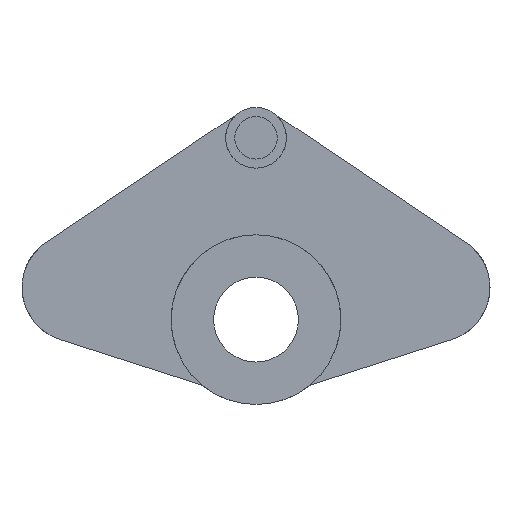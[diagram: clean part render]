
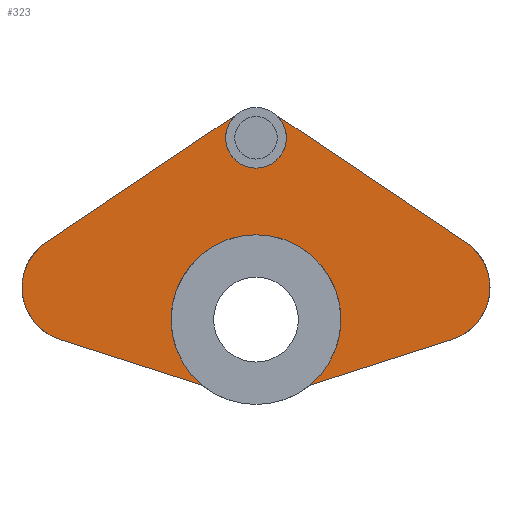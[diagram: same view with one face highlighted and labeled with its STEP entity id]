
A CAD part, front view. The second image highlights one B-rep face of the part: STEP entity #323.
In plain terms, the highlighted planar face has unit normal (0, -1, 0).
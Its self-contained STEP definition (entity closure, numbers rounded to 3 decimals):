
#63 = ORIENTED_EDGE ( 'NONE', *, *, #210, .T. ) ;
#73 = VERTEX_POINT ( 'NONE', #1365 ) ;
#84 = CARTESIAN_POINT ( 'NONE',  ( -4.462, -2.5, -5.393 ) ) ;
#94 = CIRCLE ( 'NONE', #928, 7. ) ;
#100 = DIRECTION ( 'NONE',  ( -0.952, 0., -0.306 ) ) ;
#120 = DIRECTION ( 'NONE',  ( 0., 0., 1. ) ) ;
#130 = DIRECTION ( 'NONE',  ( 0., -1., 0. ) ) ;
#172 = AXIS2_PLACEMENT_3D ( 'NONE', #904, #1253, #511 ) ;
#174 = CARTESIAN_POINT ( 'NONE',  ( 17.31, -2.5, 6.393 ) ) ;
#192 = VERTEX_POINT ( 'NONE', #432 ) ;
#206 = VERTEX_POINT ( 'NONE', #355 ) ;
#208 = ORIENTED_EDGE ( 'NONE', *, *, #1651, .F. ) ;
#210 = EDGE_CURVE ( 'NONE', #371, #1436, #681, .T. ) ;
#252 = CARTESIAN_POINT ( 'NONE',  ( 16.179, -2.5, -1.627 ) ) ;
#260 = AXIS2_PLACEMENT_3D ( 'NONE', #930, #130, #1180 ) ;
#305 = EDGE_CURVE ( 'NONE', #686, #1304, #389, .T. ) ;
#318 = ORIENTED_EDGE ( 'NONE', *, *, #1334, .F. ) ;
#323 = ADVANCED_FACE ( 'NONE', ( #1015 ), #1142, .F. ) ;
#355 = CARTESIAN_POINT ( 'NONE',  ( -1.393, -2.5, 17.076 ) ) ;
#371 = VERTEX_POINT ( 'NONE', #413 ) ;
#378 = DIRECTION ( 'NONE',  ( 0., 1., 0. ) ) ;
#389 = LINE ( 'NONE', #1245, #1186 ) ;
#413 = CARTESIAN_POINT ( 'NONE',  ( 1.393, -2.5, 17.076 ) ) ;
#432 = CARTESIAN_POINT ( 'NONE',  ( -17.31, -2.5, 6.393 ) ) ;
#456 = DIRECTION ( 'NONE',  ( 0., 1., 0. ) ) ;
#496 = DIRECTION ( 'NONE',  ( 0.83, 0., 0.557 ) ) ;
#503 = CARTESIAN_POINT ( 'NONE',  ( 0., -2.5, 15. ) ) ;
#511 = DIRECTION ( 'NONE',  ( 0., 0., 1. ) ) ;
#526 = VERTEX_POINT ( 'NONE', #84 ) ;
#541 = VERTEX_POINT ( 'NONE', #567 ) ;
#543 = AXIS2_PLACEMENT_3D ( 'NONE', #643, #1525, #1518 ) ;
#556 = DIRECTION ( 'NONE',  ( 0.83, 0., -0.557 ) ) ;
#567 = CARTESIAN_POINT ( 'NONE',  ( -16.179, -2.5, -1.627 ) ) ;
#589 = ORIENTED_EDGE ( 'NONE', *, *, #305, .F. ) ;
#596 = CARTESIAN_POINT ( 'NONE',  ( 14.802, -2.5, 2.657 ) ) ;
#612 = ORIENTED_EDGE ( 'NONE', *, *, #1155, .T. ) ;
#619 = AXIS2_PLACEMENT_3D ( 'NONE', #596, #1258, #1128 ) ;
#626 = CIRCLE ( 'NONE', #260, 7. ) ;
#643 = CARTESIAN_POINT ( 'NONE',  ( 0., -2.5, 0. ) ) ;
#681 = CIRCLE ( 'NONE', #172, 2.5 ) ;
#686 = VERTEX_POINT ( 'NONE', #252 ) ;
#742 = EDGE_CURVE ( 'NONE', #192, #206, #1244, .T. ) ;
#747 = AXIS2_PLACEMENT_3D ( 'NONE', #956, #456, #1339 ) ;
#754 = ORIENTED_EDGE ( 'NONE', *, *, #1230, .F. ) ;
#769 = DIRECTION ( 'NONE',  ( 0., -1., 0. ) ) ;
#845 = CARTESIAN_POINT ( 'NONE',  ( 0., -2.5, 12.5 ) ) ;
#857 = LINE ( 'NONE', #174, #945 ) ;
#882 = ORIENTED_EDGE ( 'NONE', *, *, #1090, .F. ) ;
#887 = AXIS2_PLACEMENT_3D ( 'NONE', #503, #378, #120 ) ;
#899 = CARTESIAN_POINT ( 'NONE',  ( 0., -2.5, 0. ) ) ;
#904 = CARTESIAN_POINT ( 'NONE',  ( 0., -2.5, 15. ) ) ;
#914 = CARTESIAN_POINT ( 'NONE',  ( 4.462, -2.5, -5.393 ) ) ;
#928 = AXIS2_PLACEMENT_3D ( 'NONE', #899, #769, #1154 ) ;
#930 = CARTESIAN_POINT ( 'NONE',  ( 0., -2.5, 0. ) ) ;
#945 = VECTOR ( 'NONE', #556, 1000. ) ;
#956 = CARTESIAN_POINT ( 'NONE',  ( -14.802, -2.5, 2.657 ) ) ;
#1002 = VECTOR ( 'NONE', #496, 1000. ) ;
#1008 = EDGE_CURVE ( 'NONE', #541, #192, #1340, .T. ) ;
#1015 = FACE_OUTER_BOUND ( 'NONE', #1331, .T. ) ;
#1060 = EDGE_CURVE ( 'NONE', #371, #1061, #857, .T. ) ;
#1061 = VERTEX_POINT ( 'NONE', #1576 ) ;
#1090 = EDGE_CURVE ( 'NONE', #1061, #686, #1348, .T. ) ;
#1116 = CARTESIAN_POINT ( 'NONE',  ( -17.31, -2.5, 6.393 ) ) ;
#1128 = DIRECTION ( 'NONE',  ( 0., 0., 1. ) ) ;
#1137 = LINE ( 'NONE', #1409, #1201 ) ;
#1142 = PLANE ( 'NONE',  #543 ) ;
#1154 = DIRECTION ( 'NONE',  ( 0., 0., -1. ) ) ;
#1155 = EDGE_CURVE ( 'NONE', #1436, #206, #1369, .T. ) ;
#1180 = DIRECTION ( 'NONE',  ( 0., 0., -1. ) ) ;
#1186 = VECTOR ( 'NONE', #100, 1000. ) ;
#1201 = VECTOR ( 'NONE', #1422, 1000. ) ;
#1230 = EDGE_CURVE ( 'NONE', #1304, #73, #626, .T. ) ;
#1244 = LINE ( 'NONE', #1116, #1002 ) ;
#1245 = CARTESIAN_POINT ( 'NONE',  ( 1.989, -2.5, -6.188 ) ) ;
#1253 = DIRECTION ( 'NONE',  ( 0., 1., 0. ) ) ;
#1258 = DIRECTION ( 'NONE',  ( 0., 1., 0. ) ) ;
#1304 = VERTEX_POINT ( 'NONE', #914 ) ;
#1331 = EDGE_LOOP ( 'NONE', ( #754, #589, #882, #1362, #63, #612, #1607, #1551, #208, #318 ) ) ;
#1334 = EDGE_CURVE ( 'NONE', #73, #526, #94, .T. ) ;
#1339 = DIRECTION ( 'NONE',  ( 0., 0., 1. ) ) ;
#1340 = CIRCLE ( 'NONE', #747, 4.5 ) ;
#1348 = CIRCLE ( 'NONE', #619, 4.5 ) ;
#1362 = ORIENTED_EDGE ( 'NONE', *, *, #1060, .F. ) ;
#1365 = CARTESIAN_POINT ( 'NONE',  ( 0., -2.5, 7. ) ) ;
#1369 = CIRCLE ( 'NONE', #887, 2.5 ) ;
#1409 = CARTESIAN_POINT ( 'NONE',  ( -16.179, -2.5, -1.627 ) ) ;
#1422 = DIRECTION ( 'NONE',  ( -0.952, 0., 0.306 ) ) ;
#1436 = VERTEX_POINT ( 'NONE', #845 ) ;
#1518 = DIRECTION ( 'NONE',  ( 0., 0., 1. ) ) ;
#1525 = DIRECTION ( 'NONE',  ( 0., 1., 0. ) ) ;
#1551 = ORIENTED_EDGE ( 'NONE', *, *, #1008, .F. ) ;
#1576 = CARTESIAN_POINT ( 'NONE',  ( 17.31, -2.5, 6.393 ) ) ;
#1607 = ORIENTED_EDGE ( 'NONE', *, *, #742, .F. ) ;
#1651 = EDGE_CURVE ( 'NONE', #526, #541, #1137, .T. ) ;
